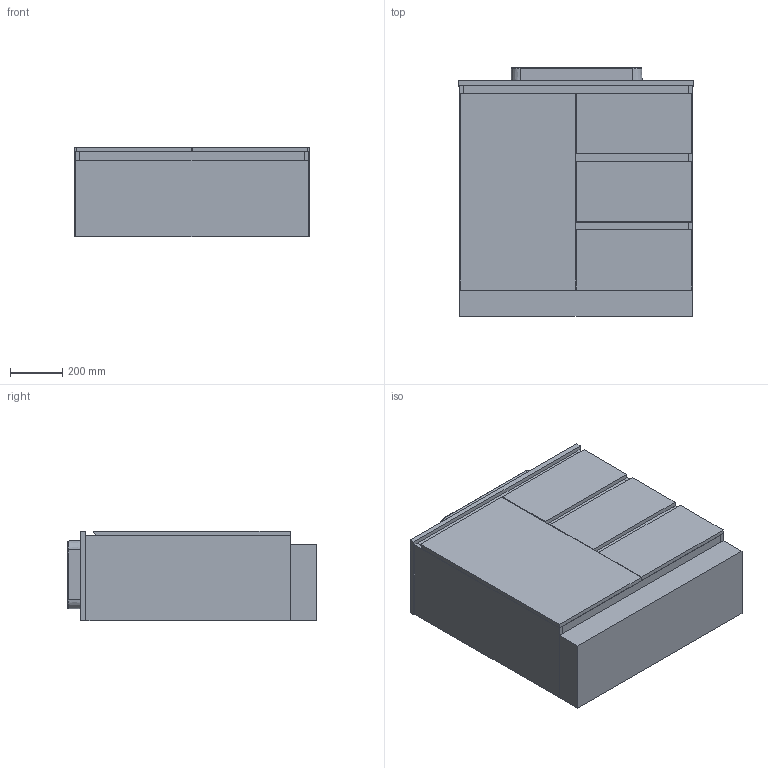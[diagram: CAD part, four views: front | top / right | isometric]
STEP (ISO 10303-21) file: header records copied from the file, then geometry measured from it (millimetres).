
FILE_DESCRIPTION (( 'STEP AP214' ), '1' );
FILE_NAME ('Ensuite Benchtop 900 WK ASSEM.STEP', '2019-03-06T04:18:35', ( '' ), ( '' ), 'SwSTEP 2.0', 'SolidWorks 2015', '' );
FILE_SCHEMA (( 'AUTOMOTIVE_DESIGN' ));
Length unit declared in the file: millimetre
Products named in the file (3): Ensuite Benchtop 900 WK; Faith; Ensuite Benchtop 900 WK ASSEM
Assembly tree (2 placements, depth 2):
  Ensuite Benchtop 900 WK ASSEM
    Ensuite Benchtop 900 WK
    Faith
Bounding box: 900 x 950.1 x 341.1 mm (x, y, z)
Volume: 76305639.4 mm3; surface area: 7417814 mm2
Topology: 12 solids, 12 shells, 143 faces, 346 edges, 228 vertices
Faces by surface type: plane 85, bspline 32, cylinder 16, cone 6, torus 4
Entity records: 67298 total; most frequent: CARTESIAN_POINT 63744, ORIENTED_EDGE 692, DIRECTION 528, EDGE_CURVE 346, VERTEX_POINT 228, LINE 196, VECTOR 196, AXIS2_PLACEMENT_3D 166
